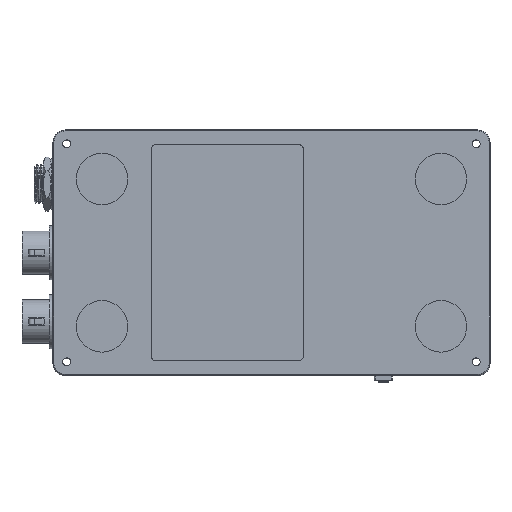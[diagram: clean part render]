
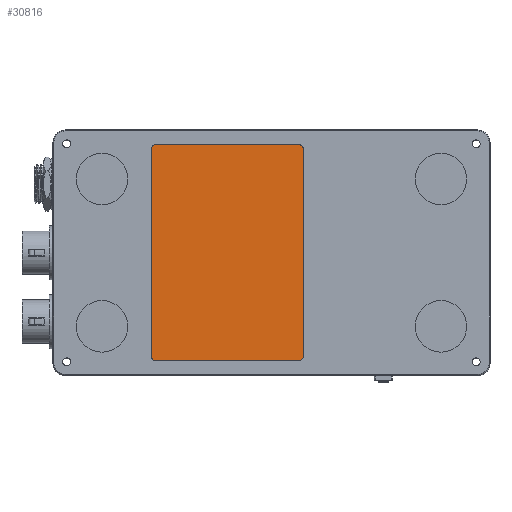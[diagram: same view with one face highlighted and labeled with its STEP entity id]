
A CAD part, top view. The second image highlights one B-rep face of the part: STEP entity #30816.
In plain terms, the highlighted planar face has unit normal (0, 0, 1).
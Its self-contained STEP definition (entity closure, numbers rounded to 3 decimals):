
#290 = DIRECTION ( 'NONE',  ( 1., 0., 0. ) ) ;
#308 = DIRECTION ( 'NONE',  ( -1., 0., 0. ) ) ;
#757 = CARTESIAN_POINT ( 'NONE',  ( -23.505, -21., 20.3 ) ) ;
#1034 = CARTESIAN_POINT ( 'NONE',  ( -23.505, -22., 20.3 ) ) ;
#1184 = ORIENTED_EDGE ( 'NONE', *, *, #19729, .T. ) ;
#1213 = EDGE_LOOP ( 'NONE', ( #30876, #5500, #10676, #5662, #6909, #13650, #26286, #1184 ) ) ;
#1443 = CARTESIAN_POINT ( 'NONE',  ( -23.505, 21., 20.3 ) ) ;
#1646 = CARTESIAN_POINT ( 'NONE',  ( -24.505, -21., 20.3 ) ) ;
#3859 = EDGE_CURVE ( 'NONE', #17518, #22449, #29074, .T. ) ;
#4676 = DIRECTION ( 'NONE',  ( -1., 0., 0. ) ) ;
#4985 = CARTESIAN_POINT ( 'NONE',  ( -23.505, -21., 20.3 ) ) ;
#5353 = LINE ( 'NONE', #14102, #23133 ) ;
#5500 = ORIENTED_EDGE ( 'NONE', *, *, #3859, .T. ) ;
#5662 = ORIENTED_EDGE ( 'NONE', *, *, #30450, .T. ) ;
#5976 = EDGE_CURVE ( 'NONE', #21660, #36898, #34112, .T. ) ;
#6779 = EDGE_CURVE ( 'NONE', #22449, #14572, #20792, .T. ) ;
#6909 = ORIENTED_EDGE ( 'NONE', *, *, #35737, .T. ) ;
#7840 = FACE_OUTER_BOUND ( 'NONE', #1213, .T. ) ;
#7995 = AXIS2_PLACEMENT_3D ( 'NONE', #757, #26147, #33328 ) ;
#10368 = DIRECTION ( 'NONE',  ( 0., 0., 1. ) ) ;
#10676 = ORIENTED_EDGE ( 'NONE', *, *, #6779, .T. ) ;
#10757 = LINE ( 'NONE', #25634, #16502 ) ;
#10894 = PLANE ( 'NONE',  #26953 ) ;
#11044 = AXIS2_PLACEMENT_3D ( 'NONE', #26257, #26453, #290 ) ;
#13026 = CARTESIAN_POINT ( 'NONE',  ( -23.505, 22., 20.3 ) ) ;
#13543 = DIRECTION ( 'NONE',  ( 0., 0., -1. ) ) ;
#13650 = ORIENTED_EDGE ( 'NONE', *, *, #31583, .T. ) ;
#14102 = CARTESIAN_POINT ( 'NONE',  ( -24.505, -21., 20.3 ) ) ;
#14572 = VERTEX_POINT ( 'NONE', #26619 ) ;
#15220 = AXIS2_PLACEMENT_3D ( 'NONE', #1443, #10368, #4676 ) ;
#16502 = VECTOR ( 'NONE', #25462, 1000. ) ;
#17138 = VERTEX_POINT ( 'NONE', #1646 ) ;
#17518 = VERTEX_POINT ( 'NONE', #1034 ) ;
#18253 = CARTESIAN_POINT ( 'NONE',  ( -23.505, 22., 20.3 ) ) ;
#18389 = CIRCLE ( 'NONE', #7995, 1. ) ;
#18747 = EDGE_CURVE ( 'NONE', #17138, #17518, #18389, .T. ) ;
#19729 = EDGE_CURVE ( 'NONE', #36898, #17138, #5353, .T. ) ;
#20792 = CIRCLE ( 'NONE', #11044, 1. ) ;
#21129 = VECTOR ( 'NONE', #29254, 1000. ) ;
#21660 = VERTEX_POINT ( 'NONE', #13026 ) ;
#21977 = DIRECTION ( 'NONE',  ( -1., 0., 0. ) ) ;
#22449 = VERTEX_POINT ( 'NONE', #30602 ) ;
#23133 = VECTOR ( 'NONE', #37418, 1000. ) ;
#23809 = LINE ( 'NONE', #18253, #34891 ) ;
#24339 = DIRECTION ( 'NONE',  ( 0., 0., 1. ) ) ;
#24766 = VERTEX_POINT ( 'NONE', #32123 ) ;
#25462 = DIRECTION ( 'NONE',  ( 0., 1., 0. ) ) ;
#25634 = CARTESIAN_POINT ( 'NONE',  ( 6.495, -21., 20.3 ) ) ;
#25935 = CIRCLE ( 'NONE', #30201, 1. ) ;
#26048 = CARTESIAN_POINT ( 'NONE',  ( 6.495, 21., 20.3 ) ) ;
#26147 = DIRECTION ( 'NONE',  ( 0., 0., 1. ) ) ;
#26257 = CARTESIAN_POINT ( 'NONE',  ( 5.495, -21., 20.3 ) ) ;
#26286 = ORIENTED_EDGE ( 'NONE', *, *, #5976, .T. ) ;
#26453 = DIRECTION ( 'NONE',  ( 0., 0., 1. ) ) ;
#26619 = CARTESIAN_POINT ( 'NONE',  ( 6.495, -21., 20.3 ) ) ;
#26953 = AXIS2_PLACEMENT_3D ( 'NONE', #4985, #13543, #21977 ) ;
#27719 = VERTEX_POINT ( 'NONE', #26048 ) ;
#27736 = CARTESIAN_POINT ( 'NONE',  ( -24.505, 21., 20.3 ) ) ;
#29074 = LINE ( 'NONE', #31382, #21129 ) ;
#29254 = DIRECTION ( 'NONE',  ( 1., 0., 0. ) ) ;
#29942 = DIRECTION ( 'NONE',  ( -1., 0., 0. ) ) ;
#30201 = AXIS2_PLACEMENT_3D ( 'NONE', #30270, #24339, #308 ) ;
#30270 = CARTESIAN_POINT ( 'NONE',  ( 5.495, 21., 20.3 ) ) ;
#30450 = EDGE_CURVE ( 'NONE', #14572, #27719, #10757, .T. ) ;
#30602 = CARTESIAN_POINT ( 'NONE',  ( 5.495, -22., 20.3 ) ) ;
#30816 = ADVANCED_FACE ( 'NONE', ( #7840 ), #10894, .F. ) ;
#30876 = ORIENTED_EDGE ( 'NONE', *, *, #18747, .T. ) ;
#31382 = CARTESIAN_POINT ( 'NONE',  ( -23.505, -22., 20.3 ) ) ;
#31583 = EDGE_CURVE ( 'NONE', #24766, #21660, #23809, .T. ) ;
#32123 = CARTESIAN_POINT ( 'NONE',  ( 5.495, 22., 20.3 ) ) ;
#33328 = DIRECTION ( 'NONE',  ( -1., 0., 0. ) ) ;
#34112 = CIRCLE ( 'NONE', #15220, 1. ) ;
#34891 = VECTOR ( 'NONE', #29942, 1000. ) ;
#35737 = EDGE_CURVE ( 'NONE', #27719, #24766, #25935, .T. ) ;
#36898 = VERTEX_POINT ( 'NONE', #27736 ) ;
#37418 = DIRECTION ( 'NONE',  ( 0., -1., 0. ) ) ;
